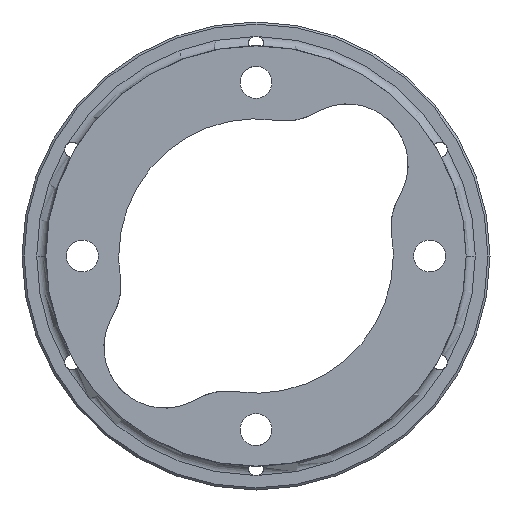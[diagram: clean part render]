
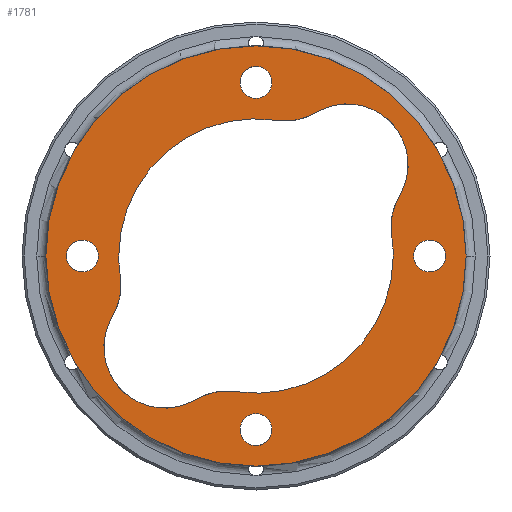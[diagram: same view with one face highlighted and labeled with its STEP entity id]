
A CAD part, front view. The second image highlights one B-rep face of the part: STEP entity #1781.
In plain terms, the highlighted planar face has unit normal (0, -1, 0).
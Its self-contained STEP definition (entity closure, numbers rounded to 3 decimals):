
#60=CARTESIAN_POINT('Vertex',(-69.15,0.,0.)) ;
#118=CARTESIAN_POINT('Vertex',(69.15,0.,0.)) ;
#121=CARTESIAN_POINT('Axis2P3D Location',(0.,0.,0.)) ;
#186=CARTESIAN_POINT('Axis2P3D Location',(0.,0.,0.)) ;
#527=CARTESIAN_POINT('Vertex',(-5.25,0.,57.15)) ;
#530=CARTESIAN_POINT('Axis2P3D Location',(0.,0.,57.15)) ;
#534=CARTESIAN_POINT('Vertex',(5.25,0.,57.15)) ;
#598=CARTESIAN_POINT('Axis2P3D Location',(0.,0.,57.15)) ;
#630=CARTESIAN_POINT('Vertex',(57.15,0.,5.25)) ;
#633=CARTESIAN_POINT('Axis2P3D Location',(57.15,0.,0.)) ;
#637=CARTESIAN_POINT('Vertex',(57.15,0.,-5.25)) ;
#708=CARTESIAN_POINT('Axis2P3D Location',(57.15,0.,0.)) ;
#741=CARTESIAN_POINT('Vertex',(5.25,0.,-57.15)) ;
#744=CARTESIAN_POINT('Axis2P3D Location',(0.,0.,-57.15)) ;
#748=CARTESIAN_POINT('Vertex',(-5.25,0.,-57.15)) ;
#812=CARTESIAN_POINT('Axis2P3D Location',(0.,0.,-57.15)) ;
#844=CARTESIAN_POINT('Vertex',(-57.15,0.,-5.25)) ;
#847=CARTESIAN_POINT('Axis2P3D Location',(-57.15,0.,0.)) ;
#851=CARTESIAN_POINT('Vertex',(-57.15,0.,5.25)) ;
#922=CARTESIAN_POINT('Axis2P3D Location',(-57.15,0.,0.)) ;
#1674=CARTESIAN_POINT('Axis2P3D Location',(69.15,0.,0.)) ;
#1687=CARTESIAN_POINT('Axis2P3D Location',(-64.437,0.,-9.614)) ;
#1691=CARTESIAN_POINT('Vertex',(-44.656,0.,-6.663)) ;
#1693=CARTESIAN_POINT('Vertex',(-47.244,0.,-19.833)) ;
#1696=CARTESIAN_POINT('Axis2P3D Location',(0.,0.,0.)) ;
#1700=CARTESIAN_POINT('Vertex',(-45.15,0.,0.)) ;
#1703=CARTESIAN_POINT('Axis2P3D Location',(0.,0.,0.)) ;
#1707=CARTESIAN_POINT('Vertex',(6.663,0.,44.656)) ;
#1710=CARTESIAN_POINT('Axis2P3D Location',(9.614,0.,64.437)) ;
#1714=CARTESIAN_POINT('Vertex',(19.833,0.,47.244)) ;
#1717=CARTESIAN_POINT('Axis2P3D Location',(30.052,0.,30.052)) ;
#1721=CARTESIAN_POINT('Vertex',(47.244,0.,19.833)) ;
#1724=CARTESIAN_POINT('Axis2P3D Location',(64.437,0.,9.614)) ;
#1728=CARTESIAN_POINT('Vertex',(44.656,0.,6.663)) ;
#1731=CARTESIAN_POINT('Axis2P3D Location',(0.,0.,0.)) ;
#1735=CARTESIAN_POINT('Vertex',(45.15,0.,0.)) ;
#1738=CARTESIAN_POINT('Axis2P3D Location',(0.,0.,0.)) ;
#1742=CARTESIAN_POINT('Vertex',(-6.663,0.,-44.656)) ;
#1745=CARTESIAN_POINT('Axis2P3D Location',(-9.614,0.,-64.437)) ;
#1749=CARTESIAN_POINT('Vertex',(-19.833,0.,-47.244)) ;
#1752=CARTESIAN_POINT('Axis2P3D Location',(-30.052,0.,-30.052)) ;
#122=DIRECTION('Axis2P3D Direction',(0.,1.,0.)) ;
#187=DIRECTION('Axis2P3D Direction',(0.,1.,0.)) ;
#531=DIRECTION('Axis2P3D Direction',(0.,-1.,0.)) ;
#599=DIRECTION('Axis2P3D Direction',(0.,-1.,0.)) ;
#634=DIRECTION('Axis2P3D Direction',(0.,-1.,0.)) ;
#709=DIRECTION('Axis2P3D Direction',(0.,-1.,0.)) ;
#745=DIRECTION('Axis2P3D Direction',(0.,-1.,-0.)) ;
#813=DIRECTION('Axis2P3D Direction',(0.,-1.,-0.)) ;
#848=DIRECTION('Axis2P3D Direction',(-0.,-1.,0.)) ;
#923=DIRECTION('Axis2P3D Direction',(-0.,-1.,0.)) ;
#1675=DIRECTION('Axis2P3D Direction',(0.,1.,0.)) ;
#1676=DIRECTION('Axis2P3D XDirection',(1.,-0.,0.)) ;
#1688=DIRECTION('Axis2P3D Direction',(0.,1.,0.)) ;
#1697=DIRECTION('Axis2P3D Direction',(0.,1.,0.)) ;
#1704=DIRECTION('Axis2P3D Direction',(0.,1.,0.)) ;
#1711=DIRECTION('Axis2P3D Direction',(0.,1.,0.)) ;
#1718=DIRECTION('Axis2P3D Direction',(0.,1.,0.)) ;
#1725=DIRECTION('Axis2P3D Direction',(0.,1.,0.)) ;
#1732=DIRECTION('Axis2P3D Direction',(0.,1.,0.)) ;
#1739=DIRECTION('Axis2P3D Direction',(0.,1.,0.)) ;
#1746=DIRECTION('Axis2P3D Direction',(0.,1.,0.)) ;
#1753=DIRECTION('Axis2P3D Direction',(0.,1.,0.)) ;
#123=AXIS2_PLACEMENT_3D('Circle Axis2P3D',#121,#122,$) ;
#188=AXIS2_PLACEMENT_3D('Circle Axis2P3D',#186,#187,$) ;
#532=AXIS2_PLACEMENT_3D('Circle Axis2P3D',#530,#531,$) ;
#600=AXIS2_PLACEMENT_3D('Circle Axis2P3D',#598,#599,$) ;
#635=AXIS2_PLACEMENT_3D('Circle Axis2P3D',#633,#634,$) ;
#710=AXIS2_PLACEMENT_3D('Circle Axis2P3D',#708,#709,$) ;
#746=AXIS2_PLACEMENT_3D('Circle Axis2P3D',#744,#745,$) ;
#814=AXIS2_PLACEMENT_3D('Circle Axis2P3D',#812,#813,$) ;
#849=AXIS2_PLACEMENT_3D('Circle Axis2P3D',#847,#848,$) ;
#924=AXIS2_PLACEMENT_3D('Circle Axis2P3D',#922,#923,$) ;
#1677=AXIS2_PLACEMENT_3D('Plane Axis2P3D',#1674,#1675,#1676) ;
#1689=AXIS2_PLACEMENT_3D('Circle Axis2P3D',#1687,#1688,$) ;
#1698=AXIS2_PLACEMENT_3D('Circle Axis2P3D',#1696,#1697,$) ;
#1705=AXIS2_PLACEMENT_3D('Circle Axis2P3D',#1703,#1704,$) ;
#1712=AXIS2_PLACEMENT_3D('Circle Axis2P3D',#1710,#1711,$) ;
#1719=AXIS2_PLACEMENT_3D('Circle Axis2P3D',#1717,#1718,$) ;
#1726=AXIS2_PLACEMENT_3D('Circle Axis2P3D',#1724,#1725,$) ;
#1733=AXIS2_PLACEMENT_3D('Circle Axis2P3D',#1731,#1732,$) ;
#1740=AXIS2_PLACEMENT_3D('Circle Axis2P3D',#1738,#1739,$) ;
#1747=AXIS2_PLACEMENT_3D('Circle Axis2P3D',#1745,#1746,$) ;
#1754=AXIS2_PLACEMENT_3D('Circle Axis2P3D',#1752,#1753,$) ;
#1680=ORIENTED_EDGE('',*,*,#125,.F.) ;
#1681=ORIENTED_EDGE('',*,*,#190,.F.) ;
#1684=ORIENTED_EDGE('',*,*,#536,.F.) ;
#1685=ORIENTED_EDGE('',*,*,#602,.F.) ;
#1758=ORIENTED_EDGE('',*,*,#1695,.F.) ;
#1759=ORIENTED_EDGE('',*,*,#1702,.T.) ;
#1760=ORIENTED_EDGE('',*,*,#1709,.T.) ;
#1761=ORIENTED_EDGE('',*,*,#1716,.F.) ;
#1762=ORIENTED_EDGE('',*,*,#1723,.F.) ;
#1763=ORIENTED_EDGE('',*,*,#1730,.F.) ;
#1764=ORIENTED_EDGE('',*,*,#1737,.T.) ;
#1765=ORIENTED_EDGE('',*,*,#1744,.T.) ;
#1766=ORIENTED_EDGE('',*,*,#1751,.F.) ;
#1767=ORIENTED_EDGE('',*,*,#1756,.F.) ;
#1770=ORIENTED_EDGE('',*,*,#639,.F.) ;
#1771=ORIENTED_EDGE('',*,*,#712,.F.) ;
#1774=ORIENTED_EDGE('',*,*,#750,.F.) ;
#1775=ORIENTED_EDGE('',*,*,#816,.F.) ;
#1778=ORIENTED_EDGE('',*,*,#853,.F.) ;
#1779=ORIENTED_EDGE('',*,*,#926,.F.) ;
#1686=FACE_BOUND('',#1683,.T.) ;
#1768=FACE_BOUND('',#1757,.T.) ;
#1772=FACE_BOUND('',#1769,.T.) ;
#1776=FACE_BOUND('',#1773,.T.) ;
#1780=FACE_BOUND('',#1777,.T.) ;
#1781=ADVANCED_FACE('Corps principal',(#1682,#1686,#1768,#1772,#1776,#1780),#1678,.F.) ;
#124=CIRCLE('generated circle',#123,69.15) ;
#189=CIRCLE('generated circle',#188,69.15) ;
#533=CIRCLE('generated circle',#532,5.25) ;
#601=CIRCLE('generated circle',#600,5.25) ;
#636=CIRCLE('generated circle',#635,5.25) ;
#711=CIRCLE('generated circle',#710,5.25) ;
#747=CIRCLE('generated circle',#746,5.25) ;
#815=CIRCLE('generated circle',#814,5.25) ;
#850=CIRCLE('generated circle',#849,5.25) ;
#925=CIRCLE('generated circle',#924,5.25) ;
#1690=CIRCLE('generated circle',#1689,20.) ;
#1699=CIRCLE('generated circle',#1698,45.15) ;
#1706=CIRCLE('generated circle',#1705,45.15) ;
#1713=CIRCLE('generated circle',#1712,20.) ;
#1720=CIRCLE('generated circle',#1719,20.) ;
#1727=CIRCLE('generated circle',#1726,20.) ;
#1734=CIRCLE('generated circle',#1733,45.15) ;
#1741=CIRCLE('generated circle',#1740,45.15) ;
#1748=CIRCLE('generated circle',#1747,20.) ;
#1755=CIRCLE('generated circle',#1754,20.) ;
#125=EDGE_CURVE('',#119,#61,#124,.T.) ;
#190=EDGE_CURVE('',#61,#119,#189,.T.) ;
#536=EDGE_CURVE('',#528,#535,#533,.T.) ;
#602=EDGE_CURVE('',#535,#528,#601,.T.) ;
#639=EDGE_CURVE('',#631,#638,#636,.T.) ;
#712=EDGE_CURVE('',#638,#631,#711,.T.) ;
#750=EDGE_CURVE('',#742,#749,#747,.T.) ;
#816=EDGE_CURVE('',#749,#742,#815,.T.) ;
#853=EDGE_CURVE('',#845,#852,#850,.T.) ;
#926=EDGE_CURVE('',#852,#845,#925,.T.) ;
#1695=EDGE_CURVE('',#1692,#1694,#1690,.T.) ;
#1702=EDGE_CURVE('',#1692,#1701,#1699,.T.) ;
#1709=EDGE_CURVE('',#1701,#1708,#1706,.T.) ;
#1716=EDGE_CURVE('',#1715,#1708,#1713,.T.) ;
#1723=EDGE_CURVE('',#1722,#1715,#1720,.F.) ;
#1730=EDGE_CURVE('',#1729,#1722,#1727,.T.) ;
#1737=EDGE_CURVE('',#1729,#1736,#1734,.T.) ;
#1744=EDGE_CURVE('',#1736,#1743,#1741,.T.) ;
#1751=EDGE_CURVE('',#1750,#1743,#1748,.T.) ;
#1756=EDGE_CURVE('',#1694,#1750,#1755,.F.) ;
#1679=EDGE_LOOP('',(#1680,#1681)) ;
#1683=EDGE_LOOP('',(#1684,#1685)) ;
#1757=EDGE_LOOP('',(#1758,#1759,#1760,#1761,#1762,#1763,#1764,#1765,#1766,#1767)) ;
#1769=EDGE_LOOP('',(#1770,#1771)) ;
#1773=EDGE_LOOP('',(#1774,#1775)) ;
#1777=EDGE_LOOP('',(#1778,#1779)) ;
#1682=FACE_OUTER_BOUND('',#1679,.T.) ;
#1678=PLANE('',#1677) ;
#61=VERTEX_POINT('',#60) ;
#119=VERTEX_POINT('',#118) ;
#528=VERTEX_POINT('',#527) ;
#535=VERTEX_POINT('',#534) ;
#631=VERTEX_POINT('',#630) ;
#638=VERTEX_POINT('',#637) ;
#742=VERTEX_POINT('',#741) ;
#749=VERTEX_POINT('',#748) ;
#845=VERTEX_POINT('',#844) ;
#852=VERTEX_POINT('',#851) ;
#1692=VERTEX_POINT('',#1691) ;
#1694=VERTEX_POINT('',#1693) ;
#1701=VERTEX_POINT('',#1700) ;
#1708=VERTEX_POINT('',#1707) ;
#1715=VERTEX_POINT('',#1714) ;
#1722=VERTEX_POINT('',#1721) ;
#1729=VERTEX_POINT('',#1728) ;
#1736=VERTEX_POINT('',#1735) ;
#1743=VERTEX_POINT('',#1742) ;
#1750=VERTEX_POINT('',#1749) ;
